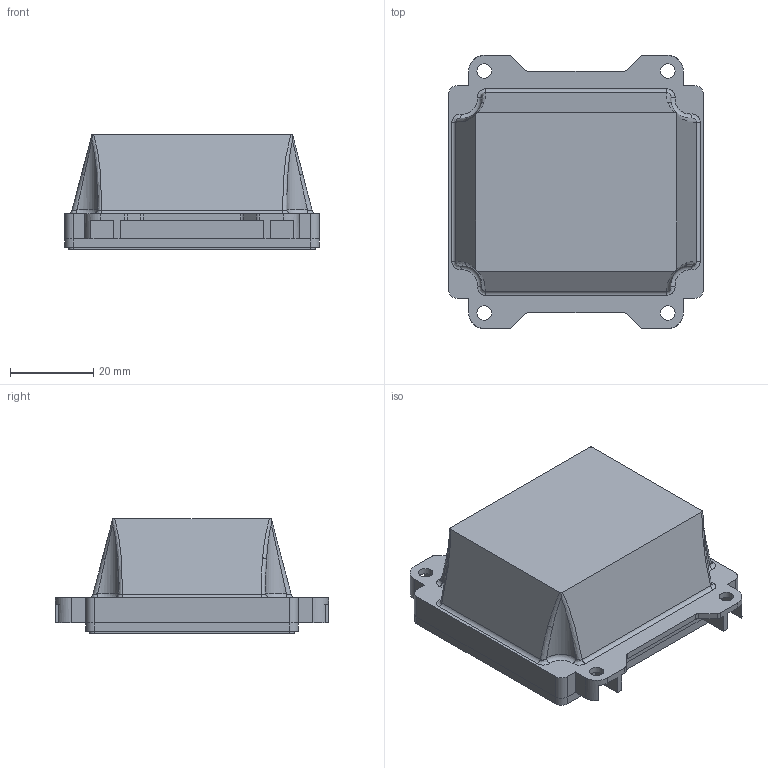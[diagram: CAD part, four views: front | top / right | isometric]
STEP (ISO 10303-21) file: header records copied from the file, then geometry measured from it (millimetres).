
FILE_DESCRIPTION(/* description */ (''),/* implementation_level */ '2;1');
FILE_NAME(/* name */ 'QR_EM20-80_OEM.stp',/* time_stamp */ '2022-07-21T12:27:41+02:00',/* author */ ('piotr'),/* organization */ (''),/* preprocessor_version */ 'ST-DEVELOPER v19',/* originating_system */ 'Autodesk Inventor 2023',/* authorisation */ '');
FILE_SCHEMA (('AUTOMOTIVE_DESIGN { 1 0 10303 214 3 1 1 }'));
Length unit declared in the file: millimetre
Products named in the file (1): Czytnik_QR_EM20-80_OEM
Bounding box: 61 x 65.5 x 27.5 mm (x, y, z)
Volume: 53015.7 mm3; surface area: 13194.1 mm2
Topology: 1 solids, 1 shells, 148 faces, 383 edges, 242 vertices
Faces by surface type: plane 79, cylinder 41, bspline 24, torus 4
Full cylindrical faces by diameter (mm): 3.5 x4, 15 x1
Entity records: 5268 total; most frequent: CARTESIAN_POINT 1468, ORIENTED_EDGE 766, DIRECTION 723, EDGE_CURVE 383, AXIS2_PLACEMENT_3D 247, VERTEX_POINT 242, LINE 229, VECTOR 229
